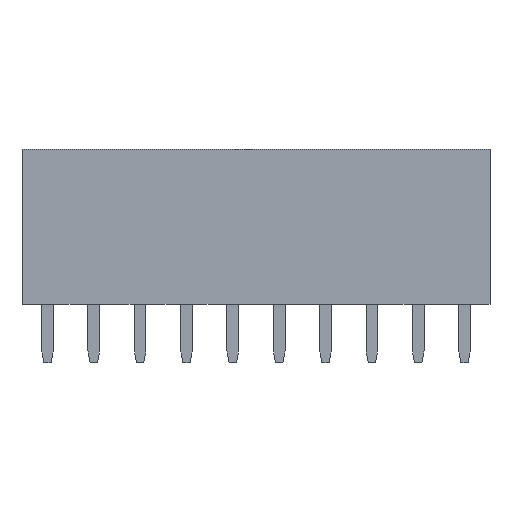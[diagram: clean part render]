
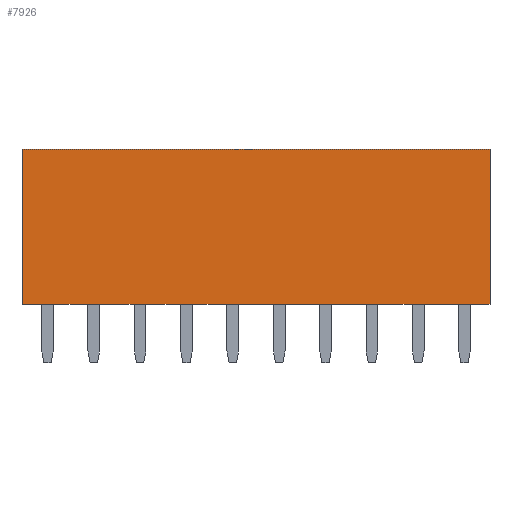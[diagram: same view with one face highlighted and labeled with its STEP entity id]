
A CAD part, top view. The second image highlights one B-rep face of the part: STEP entity #7926.
In plain terms, the highlighted planar face has unit normal (0, 0, 1).
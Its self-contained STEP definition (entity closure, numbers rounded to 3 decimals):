
#525=FACE_OUTER_BOUND('',#913,.T.);
#913=EDGE_LOOP('',(#6878,#6879,#6880,#6881));
#1369=LINE('',#11270,#2371);
#1902=LINE('',#12399,#2904);
#1916=LINE('',#12430,#2918);
#1917=LINE('',#12431,#2919);
#2371=VECTOR('',#9256,1.);
#2904=VECTOR('',#10227,1.);
#2918=VECTOR('',#10261,1.);
#2919=VECTOR('',#10262,1.);
#3258=VERTEX_POINT('',#11267);
#3259=VERTEX_POINT('',#11269);
#3633=VERTEX_POINT('',#12392);
#3636=VERTEX_POINT('',#12397);
#4143=EDGE_CURVE('',#3259,#3258,#1369,.T.);
#4712=EDGE_CURVE('',#3636,#3633,#1902,.T.);
#4728=EDGE_CURVE('',#3258,#3633,#1916,.T.);
#4729=EDGE_CURVE('',#3259,#3636,#1917,.T.);
#6878=ORIENTED_EDGE('',*,*,#4728,.T.);
#6879=ORIENTED_EDGE('',*,*,#4712,.F.);
#6880=ORIENTED_EDGE('',*,*,#4729,.F.);
#6881=ORIENTED_EDGE('',*,*,#4143,.T.);
#7213=PLANE('',#8380);
#7926=ADVANCED_FACE('',(#525),#7213,.T.);
#8380=AXIS2_PLACEMENT_3D('',#12429,#10259,#10260);
#9256=DIRECTION('',(1.,0.,0.));
#10227=DIRECTION('',(1.,0.,0.));
#10259=DIRECTION('center_axis',(0.,0.,1.));
#10260=DIRECTION('ref_axis',(0.,-1.,0.));
#10261=DIRECTION('',(0.,1.,0.));
#10262=DIRECTION('',(0.,1.,0.));
#11267=CARTESIAN_POINT('',(12.825,0.,1.25));
#11269=CARTESIAN_POINT('',(-12.825,0.,1.25));
#11270=CARTESIAN_POINT('',(-12.825,0.,1.25));
#12392=CARTESIAN_POINT('',(12.825,8.5,1.25));
#12397=CARTESIAN_POINT('',(-12.825,8.5,1.25));
#12399=CARTESIAN_POINT('',(-12.825,8.5,1.25));
#12429=CARTESIAN_POINT('Origin',(-12.825,4.25,1.25));
#12430=CARTESIAN_POINT('',(12.825,0.,1.25));
#12431=CARTESIAN_POINT('',(-12.825,0.,1.25));
